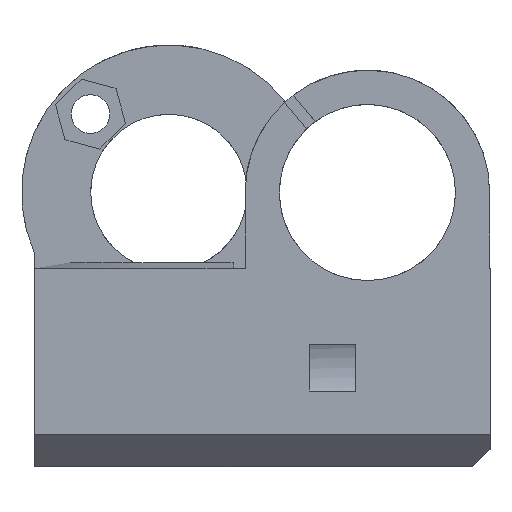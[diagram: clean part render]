
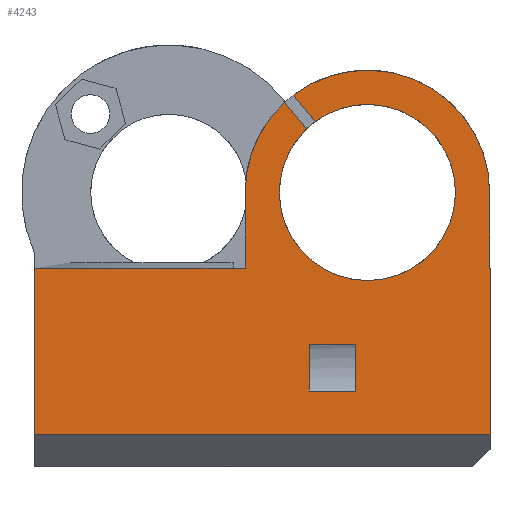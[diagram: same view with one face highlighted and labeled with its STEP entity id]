
A CAD part, front view. The second image highlights one B-rep face of the part: STEP entity #4243.
In plain terms, the highlighted face is planar.
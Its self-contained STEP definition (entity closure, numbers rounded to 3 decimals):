
#114=FACE_BOUND('',#609,.T.);
#196=PLANE('',#4532);
#375=FACE_OUTER_BOUND('',#608,.T.);
#608=EDGE_LOOP('',(#3255,#3256,#3257,#3258,#3259,#3260,#3261,#3262,#3263,
#3264,#3265,#3266,#3267));
#609=EDGE_LOOP('',(#3268,#3269,#3270,#3271));
#937=LINE('',#6676,#1397);
#951=LINE('',#6716,#1411);
#952=LINE('',#6718,#1412);
#953=LINE('',#6720,#1413);
#954=LINE('',#6722,#1414);
#955=LINE('',#6724,#1415);
#956=LINE('',#6726,#1416);
#957=LINE('',#6728,#1417);
#958=LINE('',#6732,#1418);
#959=LINE('',#6736,#1419);
#960=LINE('',#6738,#1420);
#961=LINE('',#6740,#1421);
#962=LINE('',#6741,#1422);
#1397=VECTOR('',#5115,2.939);
#1411=VECTOR('',#5147,6.5);
#1412=VECTOR('',#5148,18.025);
#1413=VECTOR('',#5149,14.216);
#1414=VECTOR('',#5150,39.);
#1415=VECTOR('',#5151,11.716);
#1416=VECTOR('',#5152,0.025);
#1417=VECTOR('',#5153,6.5);
#1418=VECTOR('',#5156,2.939);
#1419=VECTOR('',#5159,4.);
#1420=VECTOR('',#5160,4.);
#1421=VECTOR('',#5161,4.);
#1422=VECTOR('',#5162,4.);
#1757=CIRCLE('',#4531,10.475);
#1758=CIRCLE('',#4533,7.541);
#1759=CIRCLE('',#4534,10.475);
#1760=CIRCLE('',#4535,7.541);
#1988=VERTEX_POINT('',#6673);
#1989=VERTEX_POINT('',#6675);
#2004=VERTEX_POINT('',#6709);
#2005=VERTEX_POINT('',#6713);
#2006=VERTEX_POINT('',#6715);
#2007=VERTEX_POINT('',#6717);
#2008=VERTEX_POINT('',#6719);
#2009=VERTEX_POINT('',#6721);
#2010=VERTEX_POINT('',#6723);
#2011=VERTEX_POINT('',#6725);
#2012=VERTEX_POINT('',#6727);
#2013=VERTEX_POINT('',#6729);
#2014=VERTEX_POINT('',#6731);
#2015=VERTEX_POINT('',#6734);
#2016=VERTEX_POINT('',#6735);
#2017=VERTEX_POINT('',#6737);
#2018=VERTEX_POINT('',#6739);
#2473=EDGE_CURVE('',#1988,#1989,#937,.T.);
#2491=EDGE_CURVE('',#2004,#1988,#1757,.T.);
#2492=EDGE_CURVE('',#1989,#2005,#1758,.F.);
#2493=EDGE_CURVE('',#2006,#2004,#951,.T.);
#2494=EDGE_CURVE('',#2007,#2006,#952,.T.);
#2495=EDGE_CURVE('',#2008,#2007,#953,.T.);
#2496=EDGE_CURVE('',#2009,#2008,#954,.F.);
#2497=EDGE_CURVE('',#2010,#2009,#955,.F.);
#2498=EDGE_CURVE('',#2011,#2010,#956,.T.);
#2499=EDGE_CURVE('',#2012,#2011,#957,.F.);
#2500=EDGE_CURVE('',#2013,#2012,#1759,.T.);
#2501=EDGE_CURVE('',#2014,#2013,#958,.T.);
#2502=EDGE_CURVE('',#2005,#2014,#1760,.F.);
#2503=EDGE_CURVE('',#2015,#2016,#959,.F.);
#2504=EDGE_CURVE('',#2017,#2015,#960,.T.);
#2505=EDGE_CURVE('',#2018,#2017,#961,.T.);
#2506=EDGE_CURVE('',#2016,#2018,#962,.F.);
#3255=ORIENTED_EDGE('',*,*,#2492,.F.);
#3256=ORIENTED_EDGE('',*,*,#2473,.F.);
#3257=ORIENTED_EDGE('',*,*,#2491,.F.);
#3258=ORIENTED_EDGE('',*,*,#2493,.F.);
#3259=ORIENTED_EDGE('',*,*,#2494,.F.);
#3260=ORIENTED_EDGE('',*,*,#2495,.F.);
#3261=ORIENTED_EDGE('',*,*,#2496,.F.);
#3262=ORIENTED_EDGE('',*,*,#2497,.F.);
#3263=ORIENTED_EDGE('',*,*,#2498,.F.);
#3264=ORIENTED_EDGE('',*,*,#2499,.F.);
#3265=ORIENTED_EDGE('',*,*,#2500,.F.);
#3266=ORIENTED_EDGE('',*,*,#2501,.F.);
#3267=ORIENTED_EDGE('',*,*,#2502,.F.);
#3268=ORIENTED_EDGE('',*,*,#2503,.F.);
#3269=ORIENTED_EDGE('',*,*,#2504,.F.);
#3270=ORIENTED_EDGE('',*,*,#2505,.F.);
#3271=ORIENTED_EDGE('',*,*,#2506,.F.);
#4243=ADVANCED_FACE('',(#375,#114),#196,.T.);
#4531=AXIS2_PLACEMENT_3D('',#6711,#5141,#5142);
#4532=AXIS2_PLACEMENT_3D('',#6712,#5143,#5144);
#4533=AXIS2_PLACEMENT_3D('',#6714,#5145,#5146);
#4534=AXIS2_PLACEMENT_3D('',#6730,#5154,#5155);
#4535=AXIS2_PLACEMENT_3D('',#6733,#5157,#5158);
#5115=DIRECTION('',(-0.766,-0.643,0.));
#5141=DIRECTION('center_axis',(0.,0.,-1.));
#5142=DIRECTION('ref_axis',(1.,0.,0.));
#5143=DIRECTION('center_axis',(0.,0.,1.));
#5144=DIRECTION('ref_axis',(1.,0.,0.));
#5145=DIRECTION('center_axis',(0.,0.,-1.));
#5146=DIRECTION('ref_axis',(1.,0.,0.));
#5147=DIRECTION('',(1.,0.,0.));
#5148=DIRECTION('',(0.,-1.,0.));
#5149=DIRECTION('',(1.,0.,0.));
#5150=DIRECTION('',(0.,-1.,0.));
#5151=DIRECTION('',(1.,0.,0.));
#5152=DIRECTION('',(0.,-1.,0.));
#5153=DIRECTION('',(1.,0.,0.));
#5154=DIRECTION('center_axis',(0.,0.,-1.));
#5155=DIRECTION('ref_axis',(1.,0.,0.));
#5156=DIRECTION('',(0.766,0.643,0.));
#5157=DIRECTION('center_axis',(0.,0.,-1.));
#5158=DIRECTION('ref_axis',(1.,0.,0.));
#5159=DIRECTION('',(0.,-1.,0.));
#5160=DIRECTION('',(1.,0.,0.));
#5161=DIRECTION('',(0.,-1.,0.));
#5162=DIRECTION('',(1.,0.,0.));
#6673=CARTESIAN_POINT('',(7.694,28.109,58.));
#6675=CARTESIAN_POINT('',(5.442,26.219,58.));
#6676=CARTESIAN_POINT('',(7.694,28.109,58.));
#6709=CARTESIAN_POINT('',(0.,31.475,58.));
#6711=CARTESIAN_POINT('Origin',(0.,21.,58.));
#6712=CARTESIAN_POINT('Origin',(0.,21.,58.));
#6713=CARTESIAN_POINT('',(-7.541,21.,58.));
#6714=CARTESIAN_POINT('Origin',(0.,21.,58.));
#6715=CARTESIAN_POINT('',(-6.5,31.475,58.));
#6716=CARTESIAN_POINT('',(-6.5,31.475,58.));
#6717=CARTESIAN_POINT('',(-6.5,49.5,58.));
#6718=CARTESIAN_POINT('',(-6.5,49.5,58.));
#6719=CARTESIAN_POINT('',(-20.716,49.5,58.));
#6720=CARTESIAN_POINT('',(-20.716,49.5,58.));
#6721=CARTESIAN_POINT('',(-20.716,10.5,58.));
#6722=CARTESIAN_POINT('',(-20.716,49.5,58.));
#6723=CARTESIAN_POINT('',(-6.5,10.5,58.));
#6724=CARTESIAN_POINT('',(-20.716,10.5,58.));
#6725=CARTESIAN_POINT('',(-6.5,10.525,58.));
#6726=CARTESIAN_POINT('',(-6.5,10.525,58.));
#6727=CARTESIAN_POINT('',(0.,10.525,58.));
#6728=CARTESIAN_POINT('',(-6.5,10.525,58.));
#6729=CARTESIAN_POINT('',(8.337,27.343,58.));
#6730=CARTESIAN_POINT('Origin',(0.,21.,58.));
#6731=CARTESIAN_POINT('',(6.085,25.453,58.));
#6732=CARTESIAN_POINT('',(6.085,25.453,58.));
#6733=CARTESIAN_POINT('Origin',(0.,21.,58.));
#6734=CARTESIAN_POINT('',(-13.,22.,58.));
#6735=CARTESIAN_POINT('',(-13.,26.,58.));
#6736=CARTESIAN_POINT('',(-13.,26.,58.));
#6737=CARTESIAN_POINT('',(-17.,22.,58.));
#6738=CARTESIAN_POINT('',(-17.,22.,58.));
#6739=CARTESIAN_POINT('',(-17.,26.,58.));
#6740=CARTESIAN_POINT('',(-17.,26.,58.));
#6741=CARTESIAN_POINT('',(-17.,26.,58.));
